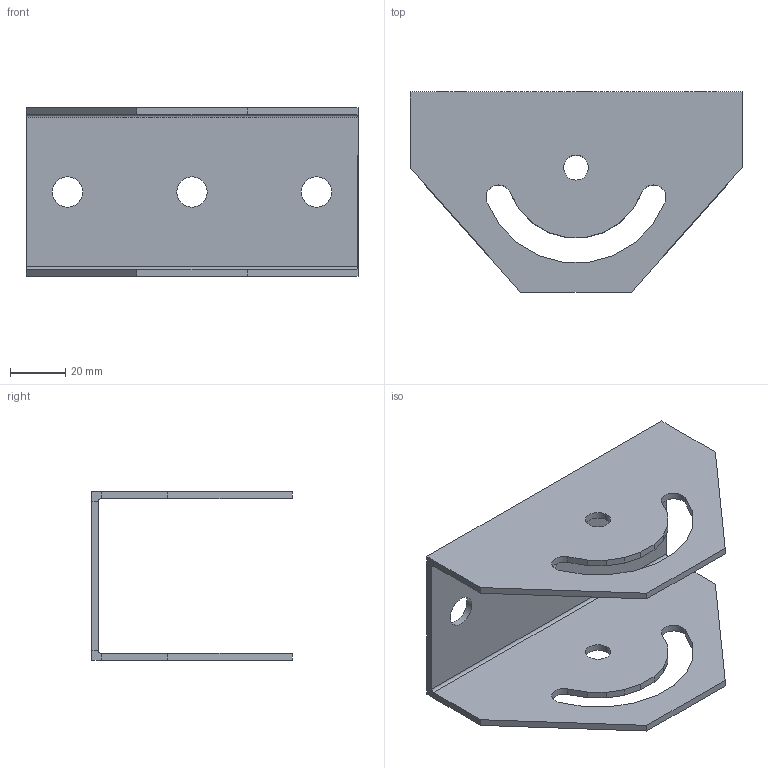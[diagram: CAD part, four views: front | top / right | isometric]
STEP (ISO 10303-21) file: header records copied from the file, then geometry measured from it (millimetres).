
FILE_DESCRIPTION (( 'STEP AP203' ), '1' );
FILE_NAME ('CLP1Q-050-M-HDZ Ñêîáà ïîòîëî÷íàÿ IEK HDZ.STEP', '2016-03-21T12:30:50', ( '' ), ( '' ), 'SwSTEP 2.0', 'SolidWorks 2014', '' );
FILE_SCHEMA (( 'CONFIG_CONTROL_DESIGN' ));
Length unit declared in the file: millimetre
Products named in the file (1): CLP1Q-050-M-HDZ Ñêîáà ïîòîëî÷íàÿ IEK HDZ
Bounding box: 120 x 72.5 x 61 mm (x, y, z)
Volume: 46763.2 mm3; surface area: 39885.9 mm2
Topology: 1 solids, 1 shells, 85 faces, 243 edges, 160 vertices
Faces by surface type: plane 58, cylinder 27
Full cylindrical faces by diameter (mm): 9 x2, 11 x3
Entity records: 2825 total; most frequent: CARTESIAN_POINT 480, ORIENTED_EDGE 472, DIRECTION 462, EDGE_CURVE 236, LINE 182, VECTOR 182, VERTEX_POINT 158, AXIS2_PLACEMENT_3D 140
